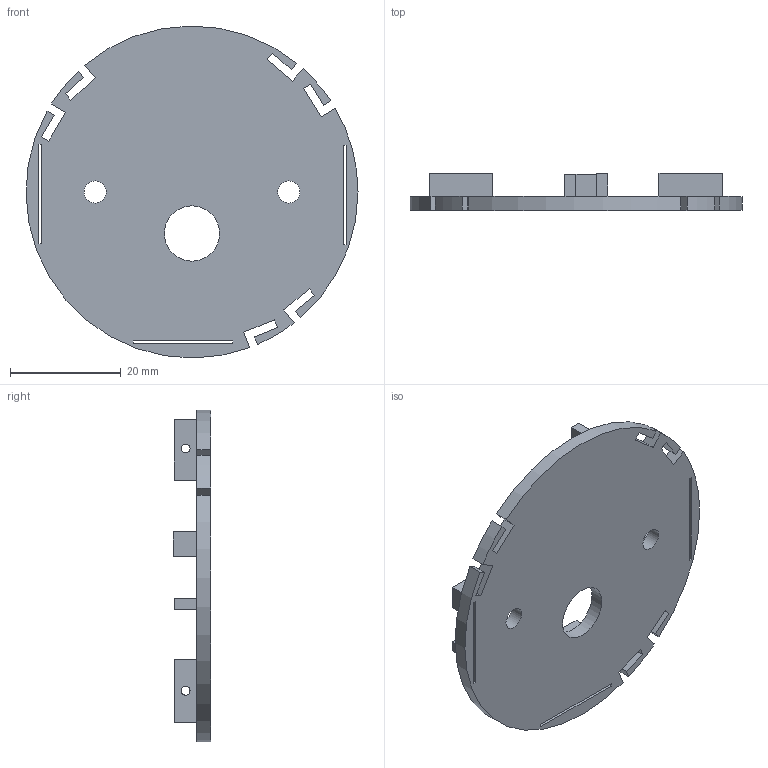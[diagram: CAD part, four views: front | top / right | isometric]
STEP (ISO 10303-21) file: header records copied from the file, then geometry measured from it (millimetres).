
FILE_DESCRIPTION(('FreeCAD Model'),'2;1');
FILE_NAME('platform_top.step','2020-02-11T21:39:39',('Author'),(''), 'Open CASCADE STEP processor 7.3','FreeCAD','Unknown');
FILE_SCHEMA(('AUTOMOTIVE_DESIGN { 1 0 10303 214 1 1 1 1 }'));
Length unit declared in the file: millimetre
Products named in the file (1): Body
Bounding box: 60 x 6.7 x 60 mm (x, y, z)
Volume: 7590.4 mm3; surface area: 7171.3 mm2
Topology: 1 solids, 1 shells, 92 faces, 249 edges, 165 vertices
Faces by surface type: plane 77, cylinder 15
Full cylindrical faces by diameter (mm): 1.6 x5, 4 x2, 10 x1
Entity records: 6168 total; most frequent: CARTESIAN_POINT 1029, DIRECTION 958, LINE 690, VECTOR 690, ORIENTED_EDGE 498, PCURVE 498, DEFINITIONAL_REPRESENTATION 498, EDGE_CURVE 249
